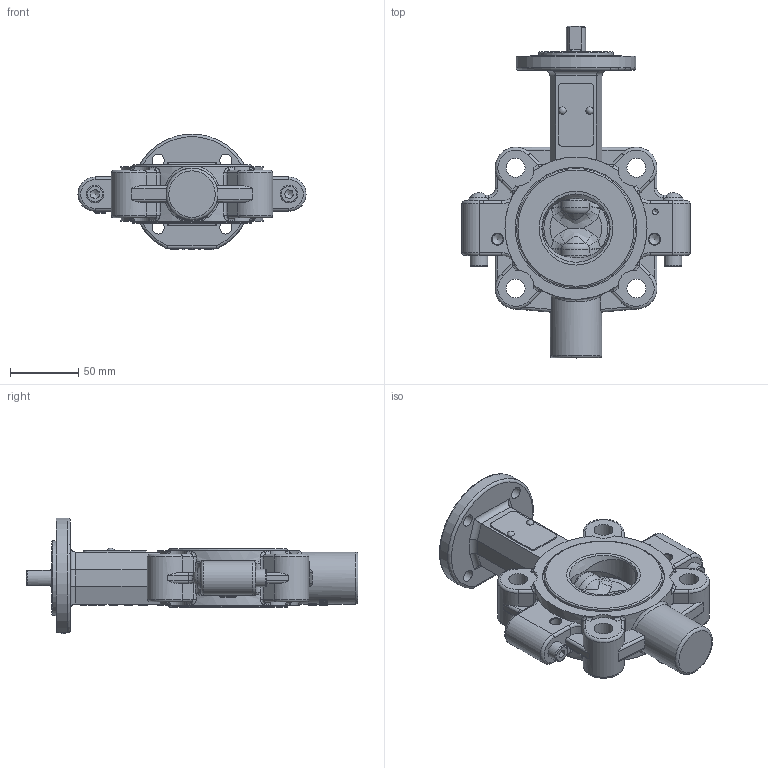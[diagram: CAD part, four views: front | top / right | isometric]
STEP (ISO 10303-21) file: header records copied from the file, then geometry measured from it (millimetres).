
FILE_DESCRIPTION(/* description */ (''),/* implementation_level */ '2;1');
FILE_NAME(/* name */ 'T214-C DN50.stp',/* time_stamp */ '2019-01-08T13:35:42+01:00',/* author */ ('hellwig'),/* organization */ (''),/* preprocessor_version */ 'ST-DEVELOPER v16.5',/* originating_system */ 'Autodesk Inventor 2017',/* authorisation */ '');
FILE_SCHEMA (('CONFIG_CONTROL_DESIGN'));
Products named in the file (1): M17119
Bounding box: 167 x 243 x 84.63 mm (x, y, z)
Volume: 613757.1 mm3; surface area: 127016.6 mm2
Topology: 1 solids, 9 shells, 1148 faces, 3046 edges, 1975 vertices
Faces by surface type: bspline 430, plane 384, cylinder 194, torus 78, cone 52, sphere 10
Full cylindrical faces by diameter (mm): 3 x4, 3.2 x2, 4.134 x1, 4.917 x1, 8 x4, 8.376 x2, 9 x4, 10.5 x2, 13 x2, 13.835 x4, 14 x4, 15 x1, 16 x3, 19 x2, 19.2 x1, 21 x1, 38 x1, 54.9 x1, 55.2 x1, 57 x2, 87 x2, 89 x2
Entity records: 51673 total; most frequent: CARTESIAN_POINT 25338, ORIENTED_EDGE 5822, DIRECTION 3944, EDGE_CURVE 2911, VERTEX_POINT 1938, EDGE_LOOP 1341, AXIS2_PLACEMENT_3D 1332, LINE 1280
